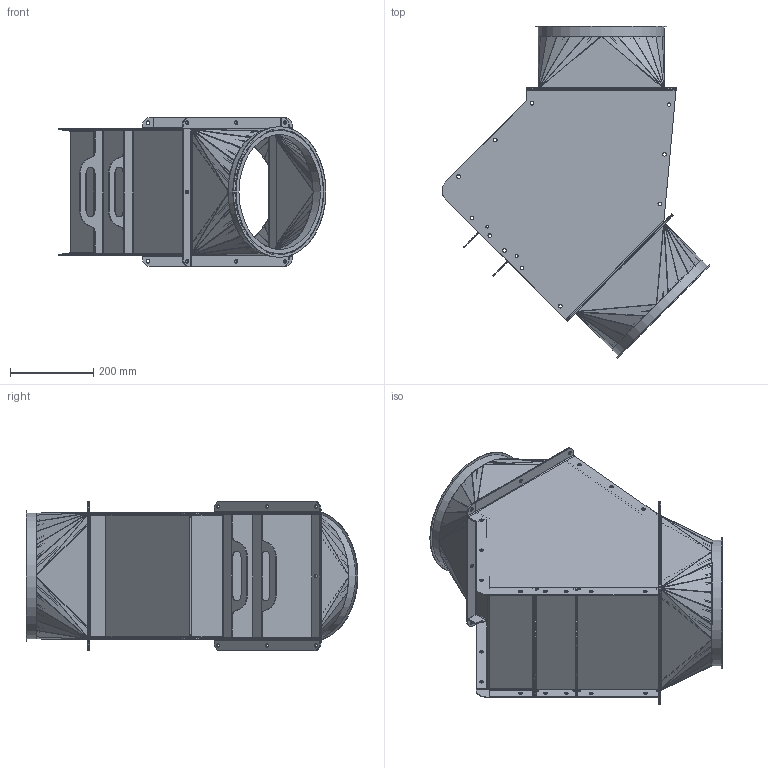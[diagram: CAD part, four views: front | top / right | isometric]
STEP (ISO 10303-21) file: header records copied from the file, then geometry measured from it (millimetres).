
FILE_DESCRIPTION(/* description */ (''),/* implementation_level */ '2;1');
FILE_NAME(/* name */ 'Getreidebremse 300x300-mit Übergängen mit Auskleidung.stp',/* time_stamp */ '2015-01-09T08:35:07+01:00',/* author */ ('rjahn'),/* organization */ (''),/* preprocessor_version */ 'ST-DEVELOPER v15.6',/* originating_system */ 'Autodesk Inventor 2015',/* authorisation */ '');
FILE_SCHEMA (('AUTOMOTIVE_DESIGN { 1 0 10303 214 3 1 1 }'));
Length unit declared in the file: millimetre
Products named in the file (14): Seitenwand; Decksegment; Deckel; Seitenwand_MIR; Rückwand; Vorderwand; Auskleidung; 1x45-300-2mm-Übergang-Übergang 4-teilig; 1x45-300-2mm-Übergang-Ring mit Bord; 1x45-300-2mm-Übergang; 1x45-300-2mm-Auskleidung-Übergang-runder Stutzen; 1x45-300-2mm-Auskleidung-Übergang-Übergang; 4018023015666-APS Übergangsstück gerade,  Ø300-300x300; Getreidebremse  300x300-mit Übergängen mit Auskleidung
Assembly tree (15 placements, depth 4):
  Getreidebremse  300x300-mit Übergängen mit Auskleidung
    Seitenwand
    Decksegment
    Deckel
    Seitenwand_MIR
    Rückwand
    Vorderwand
    Auskleidung  x2
    4018023015666-APS Übergangsstück gerade,  Ø300-300x300  x2
      1x45-300-2mm-Übergang
        1x45-300-2mm-Übergang-Übergang 4-teilig
        1x45-300-2mm-Übergang-Ring mit Bord
      1x45-300-2mm-Auskleidung-Übergang-runder Stutzen
      1x45-300-2mm-Auskleidung-Übergang-Übergang
Bounding box: 644.5 x 798.15 x 360 mm (x, y, z)
Volume: 9031862 mm3; surface area: 4039909.2 mm2
Topology: 22 solids, 22 shells, 1656 faces, 3402 edges, 1788 vertices
Faces by surface type: plane 846, cylinder 514, bspline 296
Full cylindrical faces by diameter (mm): 7 x4, 9 x74, 277 x2, 297 x2, 299 x2, 303 x2, 315 x2
Entity records: 29525 total; most frequent: CARTESIAN_POINT 7593, DIRECTION 4353, ORIENTED_EDGE 4270, EDGE_CURVE 2135, AXIS2_PLACEMENT_3D 1464, LINE 1425, VECTOR 1425, EDGE_LOOP 1265
